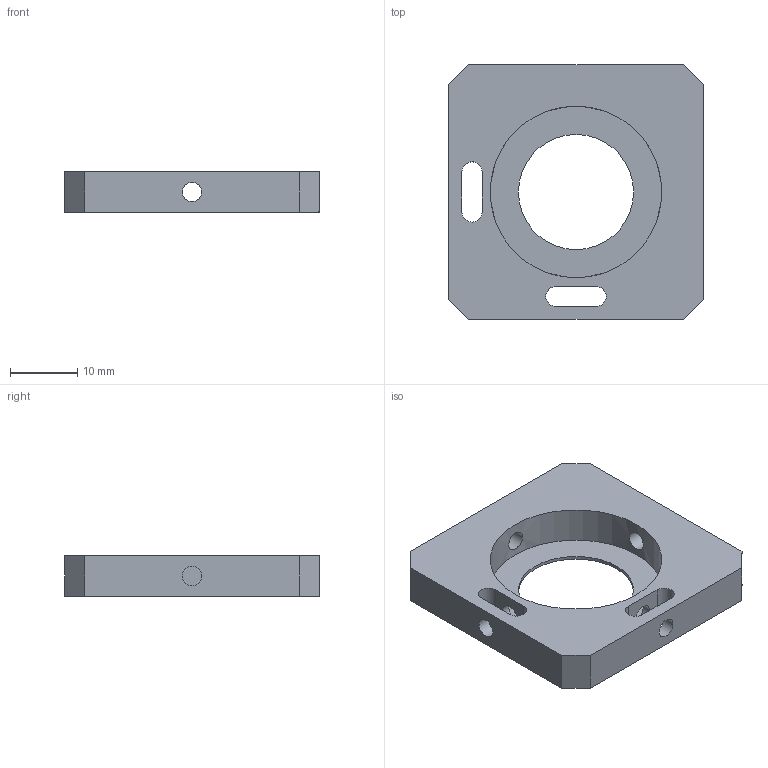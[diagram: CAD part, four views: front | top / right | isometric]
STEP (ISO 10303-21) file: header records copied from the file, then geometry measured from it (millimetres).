
FILE_DESCRIPTION(/* description */ (''),/* implementation_level */ '2;1');
FILE_NAME(/* name */ '20_Cube_Insert_Kinematic_KES400AMount_90_pro_v3.ipt.step',/* time_stamp */ '2022-11-29T08:00:57+01:00',/* author */ ('diederichbenedict'),/* organization */ (''),/* preprocessor_version */ 'ST-DEVELOPER v18.1',/* originating_system */ 'Autodesk Inventor 2022',/* authorisation */ '');
FILE_SCHEMA (('AUTOMOTIVE_DESIGN { 1 0 10303 214 3 1 1 }','INTEGRATED_CNC_SCHEMA'));
Length unit declared in the file: millimetre
Products named in the file (1): 20_Cube_Insert_Kinematic_Mirrormount_90_pro_v3
Bounding box: 38 x 38 x 6 mm (x, y, z)
Volume: 5146 mm3; surface area: 4007.6 mm2
Topology: 1 solids, 1 shells, 35 faces, 94 edges, 62 vertices
Faces by surface type: plane 21, cylinder 13, cone 1
Full cylindrical faces by diameter (mm): 2.9 x6, 4 x1, 17.165 x1, 25.6 x1
Entity records: 1284 total; most frequent: CARTESIAN_POINT 325, ORIENTED_EDGE 186, DIRECTION 181, EDGE_CURVE 93, LINE 65, VECTOR 65, VERTEX_POINT 62, AXIS2_PLACEMENT_3D 58
